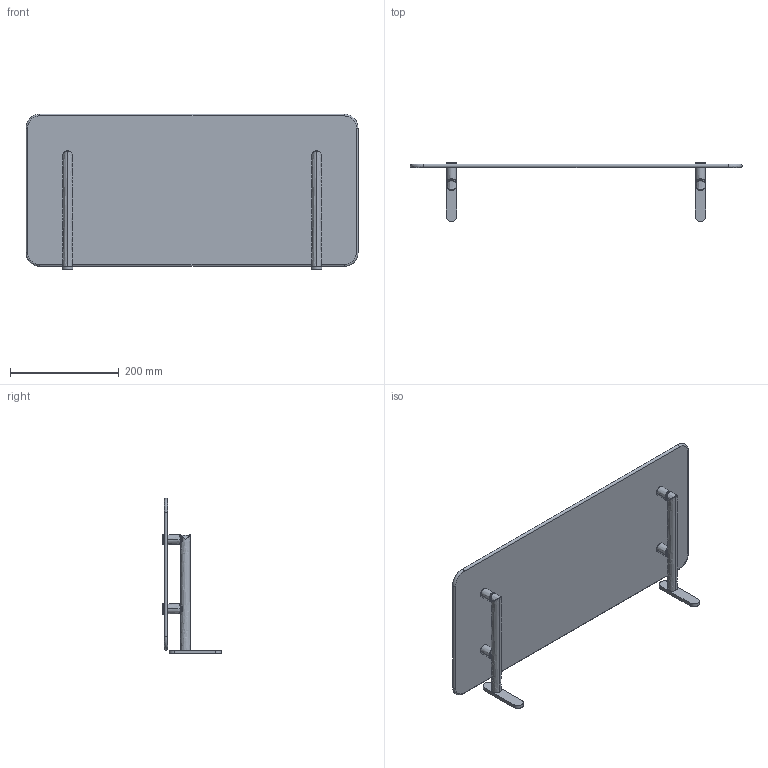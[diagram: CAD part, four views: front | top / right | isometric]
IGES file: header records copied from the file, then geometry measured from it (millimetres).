
Start section:  PTC IGES file: 0240-24.igs
Global section: file name: 0240-24.igs; native system: Creo Parametric by PTC Inc.; preprocessor: 2018400; author: jinson.thomas; organization: Unknown; date: 20220125.133120; units: inch
Bounding box: 609.6 x 108.06 x 285.7 mm (x, y, z)
Volume: 1228441.2 mm3; surface area: 386817.8 mm2
Topology: 1 solids, 1 shells, 984 faces, 2840 edges, 1880 vertices
Faces by surface type: bspline 618, revolution 366
